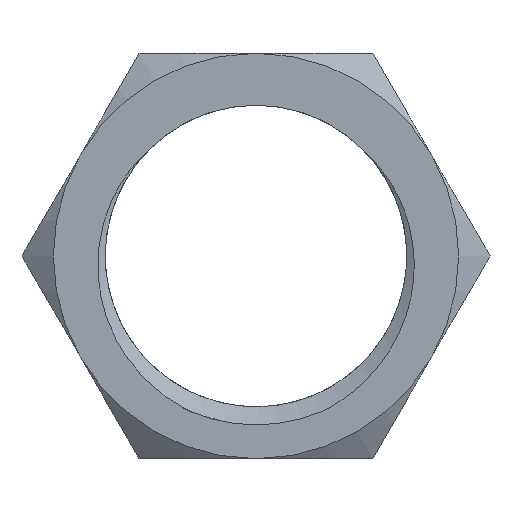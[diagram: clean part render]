
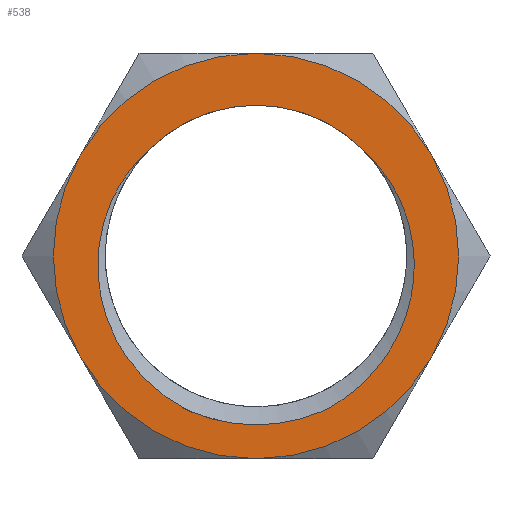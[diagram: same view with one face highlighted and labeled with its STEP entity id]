
A CAD part, left-side view. The second image highlights one B-rep face of the part: STEP entity #538.
In plain terms, the highlighted planar face has unit normal (-1, 0, 0).
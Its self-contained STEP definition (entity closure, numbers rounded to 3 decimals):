
#29=FACE_BOUND('',#93,.T.);
#37=PLANE('',#589);
#45=B_SPLINE_CURVE_WITH_KNOTS('',3,(#1110,#1111,#1112,#1113,#1114,#1115,
#1116,#1117,#1118,#1119,#1120,#1121,#1122,#1123),.UNSPECIFIED.,.F.,.F.,
(4,2,2,2,2,2,4),(-0.413,-0.377,-0.341,
-0.279,-0.189,-0.107,0.),
 .UNSPECIFIED.);
#46=B_SPLINE_CURVE_WITH_KNOTS('',3,(#1126,#1127,#1128,#1129,#1130,#1131,
#1132,#1133,#1134,#1135,#1136,#1137,#1138,#1139),.UNSPECIFIED.,.F.,.F.,
(4,2,2,2,2,2,4),(-1.261,-0.932,-0.681,
-0.406,-0.219,-0.11,0.),
 .UNSPECIFIED.);
#62=FACE_OUTER_BOUND('',#92,.T.);
#92=EDGE_LOOP('',(#424,#425,#426,#427,#428,#429,#430,#431,#432,#433,#434,
#435));
#93=EDGE_LOOP('',(#436,#437,#438,#439,#440,#441));
#143=CIRCLE('',#574,3.969);
#146=CIRCLE('',#580,3.543);
#147=CIRCLE('',#582,3.543);
#148=CIRCLE('',#590,4.763);
#149=CIRCLE('',#591,4.763);
#150=CIRCLE('',#592,4.763);
#151=CIRCLE('',#593,4.763);
#152=CIRCLE('',#594,4.763);
#153=CIRCLE('',#595,4.763);
#154=CIRCLE('',#596,3.969);
#170=LINE('',#995,#194);
#173=LINE('',#1017,#197);
#176=LINE('',#1039,#200);
#179=LINE('',#1061,#203);
#182=LINE('',#1083,#206);
#184=LINE('',#1102,#208);
#194=VECTOR('',#658,1.);
#197=VECTOR('',#663,1.);
#200=VECTOR('',#668,1.);
#203=VECTOR('',#673,1.);
#206=VECTOR('',#678,1.);
#208=VECTOR('',#682,1.);
#215=VERTEX_POINT('',#790);
#217=VERTEX_POINT('',#793);
#224=VERTEX_POINT('',#887);
#226=VERTEX_POINT('',#890);
#227=VERTEX_POINT('',#937);
#229=VERTEX_POINT('',#973);
#235=VERTEX_POINT('',#991);
#236=VERTEX_POINT('',#997);
#241=VERTEX_POINT('',#1013);
#242=VERTEX_POINT('',#1019);
#247=VERTEX_POINT('',#1035);
#248=VERTEX_POINT('',#1041);
#253=VERTEX_POINT('',#1057);
#254=VERTEX_POINT('',#1063);
#259=VERTEX_POINT('',#1079);
#260=VERTEX_POINT('',#1085);
#263=VERTEX_POINT('',#1098);
#264=VERTEX_POINT('',#1124);
#273=EDGE_CURVE('',#217,#215,#143,.T.);
#283=EDGE_CURVE('',#226,#224,#146,.T.);
#287=EDGE_CURVE('',#224,#227,#147,.T.);
#295=EDGE_CURVE('',#229,#235,#170,.T.);
#302=EDGE_CURVE('',#236,#241,#173,.T.);
#309=EDGE_CURVE('',#242,#247,#176,.T.);
#316=EDGE_CURVE('',#248,#253,#179,.T.);
#323=EDGE_CURVE('',#254,#259,#182,.T.);
#329=EDGE_CURVE('',#260,#263,#184,.T.);
#330=EDGE_CURVE('',#263,#229,#148,.T.);
#331=EDGE_CURVE('',#235,#236,#149,.T.);
#332=EDGE_CURVE('',#241,#242,#150,.T.);
#333=EDGE_CURVE('',#247,#248,#151,.T.);
#334=EDGE_CURVE('',#253,#254,#152,.T.);
#335=EDGE_CURVE('',#259,#260,#153,.T.);
#336=EDGE_CURVE('',#227,#217,#45,.T.);
#337=EDGE_CURVE('',#215,#264,#154,.T.);
#338=EDGE_CURVE('',#264,#226,#46,.T.);
#424=ORIENTED_EDGE('',*,*,#329,.T.);
#425=ORIENTED_EDGE('',*,*,#330,.T.);
#426=ORIENTED_EDGE('',*,*,#295,.T.);
#427=ORIENTED_EDGE('',*,*,#331,.T.);
#428=ORIENTED_EDGE('',*,*,#302,.T.);
#429=ORIENTED_EDGE('',*,*,#332,.T.);
#430=ORIENTED_EDGE('',*,*,#309,.T.);
#431=ORIENTED_EDGE('',*,*,#333,.T.);
#432=ORIENTED_EDGE('',*,*,#316,.T.);
#433=ORIENTED_EDGE('',*,*,#334,.T.);
#434=ORIENTED_EDGE('',*,*,#323,.T.);
#435=ORIENTED_EDGE('',*,*,#335,.T.);
#436=ORIENTED_EDGE('',*,*,#283,.T.);
#437=ORIENTED_EDGE('',*,*,#287,.T.);
#438=ORIENTED_EDGE('',*,*,#336,.T.);
#439=ORIENTED_EDGE('',*,*,#273,.T.);
#440=ORIENTED_EDGE('',*,*,#337,.T.);
#441=ORIENTED_EDGE('',*,*,#338,.T.);
#538=ADVANCED_FACE('',(#62,#29),#37,.T.);
#574=AXIS2_PLACEMENT_3D('',#794,#632,#633);
#580=AXIS2_PLACEMENT_3D('',#891,#647,#648);
#582=AXIS2_PLACEMENT_3D('',#970,#651,#652);
#589=AXIS2_PLACEMENT_3D('',#1103,#683,#684);
#590=AXIS2_PLACEMENT_3D('',#1104,#685,#686);
#591=AXIS2_PLACEMENT_3D('',#1105,#687,#688);
#592=AXIS2_PLACEMENT_3D('',#1106,#689,#690);
#593=AXIS2_PLACEMENT_3D('',#1107,#691,#692);
#594=AXIS2_PLACEMENT_3D('',#1108,#693,#694);
#595=AXIS2_PLACEMENT_3D('',#1109,#695,#696);
#596=AXIS2_PLACEMENT_3D('',#1125,#697,#698);
#632=DIRECTION('center_axis',(1.,0.,0.));
#633=DIRECTION('ref_axis',(0.,0.391,-0.92));
#647=DIRECTION('center_axis',(1.,0.,0.));
#648=DIRECTION('ref_axis',(0.,0.,-1.));
#651=DIRECTION('center_axis',(1.,0.,0.));
#652=DIRECTION('ref_axis',(0.,0.,-1.));
#658=DIRECTION('',(0.,0.5,-0.866));
#663=DIRECTION('',(0.,-0.5,-0.866));
#668=DIRECTION('',(0.,-1.,0.));
#673=DIRECTION('',(0.,-0.5,0.866));
#678=DIRECTION('',(0.,0.5,0.866));
#682=DIRECTION('',(0.,1.,0.));
#683=DIRECTION('center_axis',(-1.,0.,0.));
#684=DIRECTION('ref_axis',(0.,0.,1.));
#685=DIRECTION('center_axis',(-1.,0.,0.));
#686=DIRECTION('ref_axis',(0.,0.,1.));
#687=DIRECTION('center_axis',(-1.,0.,0.));
#688=DIRECTION('ref_axis',(0.,0.,1.));
#689=DIRECTION('center_axis',(-1.,0.,0.));
#690=DIRECTION('ref_axis',(0.,0.,1.));
#691=DIRECTION('center_axis',(-1.,0.,0.));
#692=DIRECTION('ref_axis',(0.,0.,1.));
#693=DIRECTION('center_axis',(-1.,0.,0.));
#694=DIRECTION('ref_axis',(0.,0.,1.));
#695=DIRECTION('center_axis',(-1.,0.,0.));
#696=DIRECTION('ref_axis',(0.,0.,1.));
#697=DIRECTION('center_axis',(1.,0.,0.));
#698=DIRECTION('ref_axis',(0.,0.391,-0.92));
#790=CARTESIAN_POINT('',(22.86,0.,-3.969));
#793=CARTESIAN_POINT('',(22.86,-1.552,-3.653));
#794=CARTESIAN_POINT('Origin',(22.86,0.,0.));
#887=CARTESIAN_POINT('',(22.86,0.,3.543));
#890=CARTESIAN_POINT('',(22.86,2.531,2.48));
#891=CARTESIAN_POINT('Origin',(22.86,0.,0.));
#937=CARTESIAN_POINT('',(22.86,-2.531,2.48));
#970=CARTESIAN_POINT('Origin',(22.86,0.,0.));
#973=CARTESIAN_POINT('',(22.86,4.106,2.413));
#991=CARTESIAN_POINT('',(22.86,4.143,2.35));
#995=CARTESIAN_POINT('',(22.86,2.75,4.762));
#997=CARTESIAN_POINT('',(22.86,4.143,-2.35));
#1013=CARTESIAN_POINT('',(22.86,4.106,-2.413));
#1017=CARTESIAN_POINT('',(22.86,5.499,0.));
#1019=CARTESIAN_POINT('',(22.86,0.036,-4.762));
#1035=CARTESIAN_POINT('',(22.86,-0.036,-4.762));
#1039=CARTESIAN_POINT('',(22.86,2.75,-4.762));
#1041=CARTESIAN_POINT('',(22.86,-4.106,-2.413));
#1057=CARTESIAN_POINT('',(22.86,-4.143,-2.35));
#1061=CARTESIAN_POINT('',(22.86,-2.75,-4.762));
#1063=CARTESIAN_POINT('',(22.86,-4.143,2.35));
#1079=CARTESIAN_POINT('',(22.86,-4.106,2.413));
#1083=CARTESIAN_POINT('',(22.86,-5.499,0.));
#1085=CARTESIAN_POINT('',(22.86,-0.036,4.762));
#1098=CARTESIAN_POINT('',(22.86,0.036,4.762));
#1102=CARTESIAN_POINT('',(22.86,-2.75,4.762));
#1103=CARTESIAN_POINT('Origin',(22.86,8.249,-4.762));
#1104=CARTESIAN_POINT('Origin',(22.86,0.,0.));
#1105=CARTESIAN_POINT('Origin',(22.86,0.,0.));
#1106=CARTESIAN_POINT('Origin',(22.86,0.,0.));
#1107=CARTESIAN_POINT('Origin',(22.86,0.,0.));
#1108=CARTESIAN_POINT('Origin',(22.86,0.,0.));
#1109=CARTESIAN_POINT('Origin',(22.86,0.,0.));
#1110=CARTESIAN_POINT('Ctrl Pts',(22.86,-2.531,2.48));
#1111=CARTESIAN_POINT('Ctrl Pts',(22.86,-2.802,2.234));
#1112=CARTESIAN_POINT('Ctrl Pts',(22.86,-3.034,1.948));
#1113=CARTESIAN_POINT('Ctrl Pts',(22.86,-3.405,1.318));
#1114=CARTESIAN_POINT('Ctrl Pts',(22.86,-3.541,0.978));
#1115=CARTESIAN_POINT('Ctrl Pts',(22.86,-3.766,0.015));
#1116=CARTESIAN_POINT('Ctrl Pts',(22.86,-3.723,-0.505));
#1117=CARTESIAN_POINT('Ctrl Pts',(22.86,-3.584,-1.329));
#1118=CARTESIAN_POINT('Ctrl Pts',(22.86,-3.407,-1.797));
#1119=CARTESIAN_POINT('Ctrl Pts',(22.86,-2.906,-2.601));
#1120=CARTESIAN_POINT('Ctrl Pts',(22.86,-2.642,-2.872));
#1121=CARTESIAN_POINT('Ctrl Pts',(22.86,-2.172,-3.293));
#1122=CARTESIAN_POINT('Ctrl Pts',(22.86,-1.874,-3.494));
#1123=CARTESIAN_POINT('Ctrl Pts',(22.86,-1.552,-3.653));
#1124=CARTESIAN_POINT('',(22.86,1.552,-3.653));
#1125=CARTESIAN_POINT('Origin',(22.86,0.,0.));
#1126=CARTESIAN_POINT('Ctrl Pts',(22.86,1.552,-3.653));
#1127=CARTESIAN_POINT('Ctrl Pts',(22.86,1.874,-3.494));
#1128=CARTESIAN_POINT('Ctrl Pts',(22.86,2.173,-3.292));
#1129=CARTESIAN_POINT('Ctrl Pts',(22.86,2.644,-2.871));
#1130=CARTESIAN_POINT('Ctrl Pts',(22.86,2.908,-2.599));
#1131=CARTESIAN_POINT('Ctrl Pts',(22.86,3.409,-1.794));
#1132=CARTESIAN_POINT('Ctrl Pts',(22.86,3.585,-1.326));
#1133=CARTESIAN_POINT('Ctrl Pts',(22.86,3.723,-0.503));
#1134=CARTESIAN_POINT('Ctrl Pts',(22.86,3.766,0.017));
#1135=CARTESIAN_POINT('Ctrl Pts',(22.86,3.54,0.98));
#1136=CARTESIAN_POINT('Ctrl Pts',(22.86,3.404,1.32));
#1137=CARTESIAN_POINT('Ctrl Pts',(22.86,3.034,1.949));
#1138=CARTESIAN_POINT('Ctrl Pts',(22.86,2.802,2.234));
#1139=CARTESIAN_POINT('Ctrl Pts',(22.86,2.531,2.48));
